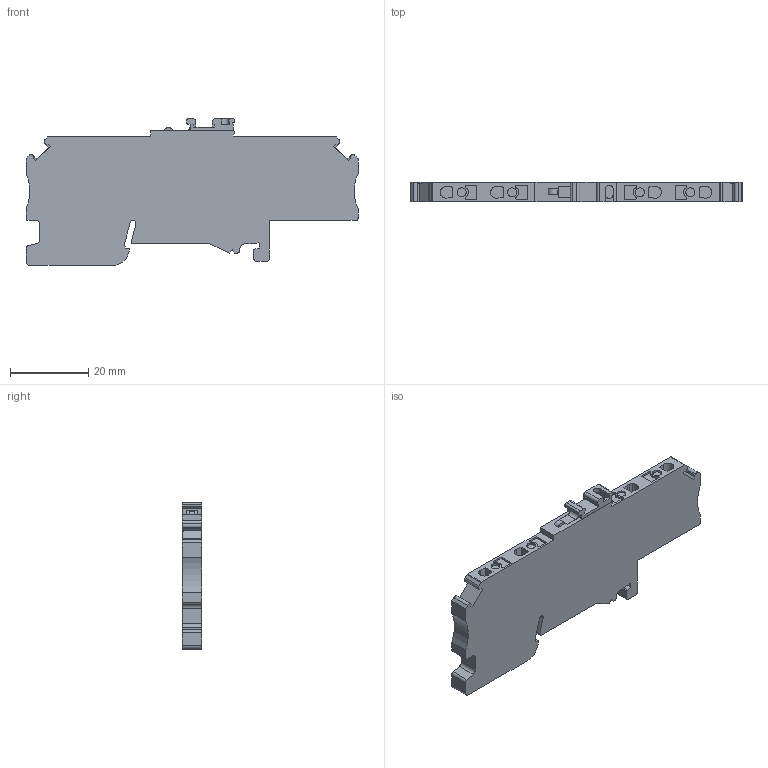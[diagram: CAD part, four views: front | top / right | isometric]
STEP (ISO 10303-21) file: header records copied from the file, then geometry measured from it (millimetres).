
FILE_DESCRIPTION(/* description */ ('Unknown'),/* implementation_level */ '2;1');
FILE_NAME(/* name */ 'DSDT2.5-2X2_GY_3D',/* time_stamp */ '2019-10-17T16:12:25+06:00',/* author */ ('Unknown'),/* organization */ ('Unknown'),/* preprocessor_version */ 'ST-DEVELOPER v16.7',/* originating_system */ 'DEX',/* authorisation */ $);
FILE_SCHEMA (('AUTOMOTIVE_DESIGN {1 0 10303 214 3 1 1}'));
Length unit declared in the file: millimetre
Products named in the file (1): DSDT2.5-2X2
Bounding box: 85 x 5 x 37.51 mm (x, y, z)
Volume: 11065.3 mm3; surface area: 6894.5 mm2
Topology: 1 solids, 1 shells, 198 faces, 556 edges, 372 vertices
Faces by surface type: plane 123, cylinder 75
Full cylindrical faces by diameter (mm): 2.3 x4
Entity records: 7797 total; most frequent: CARTESIAN_POINT 1123, ORIENTED_EDGE 1104, DIRECTION 1100, EDGE_CURVE 552, LINE 402, VECTOR 402, VERTEX_POINT 372, AXIS2_PLACEMENT_3D 349
